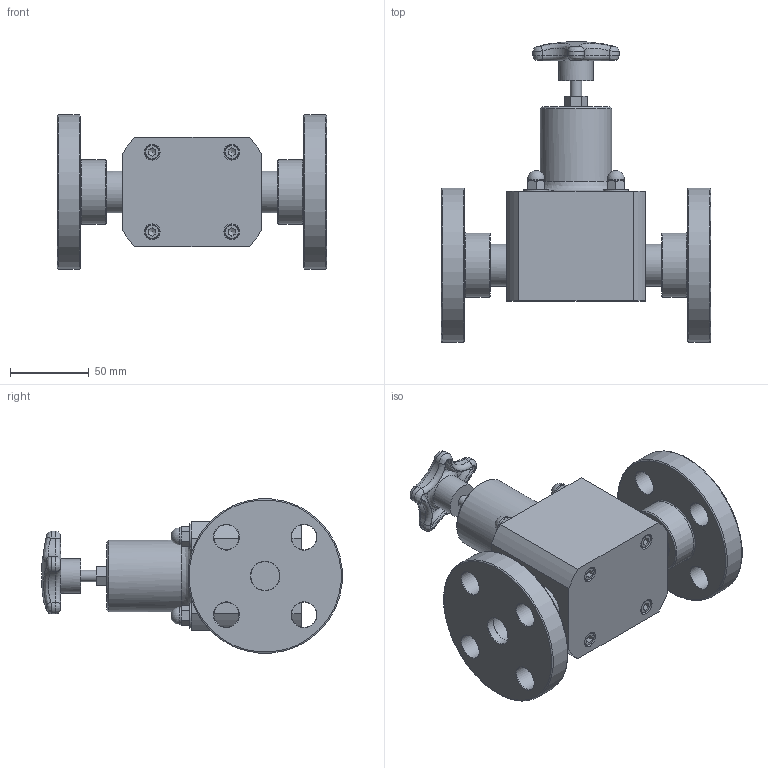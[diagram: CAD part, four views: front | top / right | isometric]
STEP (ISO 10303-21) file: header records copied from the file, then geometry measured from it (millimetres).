
FILE_DESCRIPTION((''),'2;1');
FILE_NAME('TVBF75-PVC-G_R0.stp','2017-07-25T10:23:40',('salesdesk5'),(''),'Autodesk Inventor 2009','Autodesk Inventor 2009','');
FILE_SCHEMA(('AUTOMOTIVE_DESIGN { 1 0 10303 214 1 1 1 1 }'));
Length unit declared in the file: inch
Products named in the file (1): TVBF75-PVC-G_R0
Bounding box: 171.45 x 191.37 x 98.18 mm (x, y, z)
Volume: 759446.5 mm3; surface area: 112394.1 mm2
Topology: 1 solids, 5 shells, 415 faces, 969 edges, 591 vertices
Faces by surface type: plane 160, bspline 107, cylinder 67, torus 41, cone 23, sphere 17
Full cylindrical faces by diameter (mm): 4.445 x4, 7.442 x1, 9.525 x4, 10.998 x4, 15.875 x4, 16.002 x8, 18.339 x2, 18.847 x2, 22.098 x1, 26.67 x2, 41.046 x2, 45.72 x1, 98.552 x2
Entity records: 15761 total; most frequent: CARTESIAN_POINT 6973, ORIENTED_EDGE 1706, DIRECTION 1646, EDGE_CURVE 853, AXIS2_PLACEMENT_3D 711, VERTEX_POINT 576, EDGE_LOOP 559, FACE_OUTER_BOUND 415
